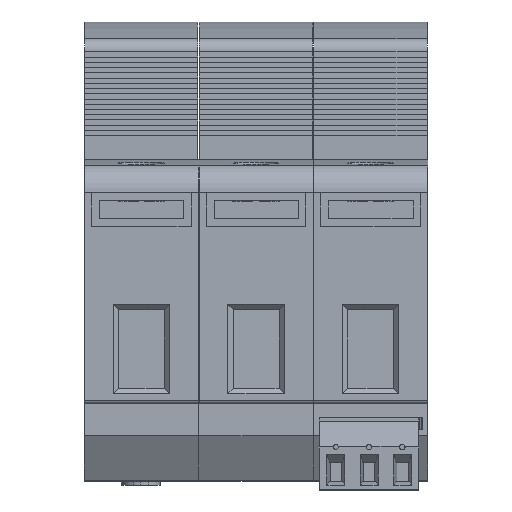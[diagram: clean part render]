
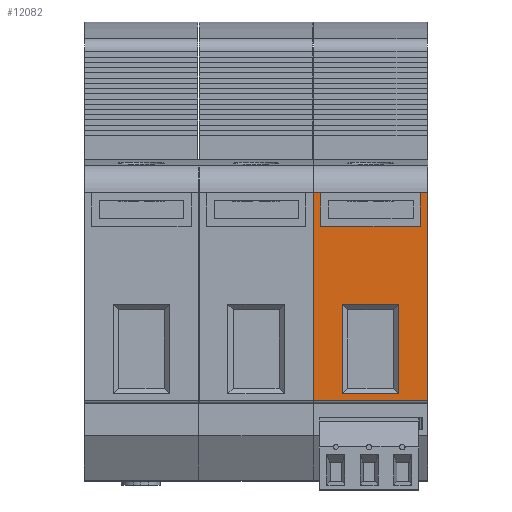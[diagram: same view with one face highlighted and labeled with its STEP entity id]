
A CAD part, top view. The second image highlights one B-rep face of the part: STEP entity #12082.
In plain terms, the highlighted planar face has unit normal (0, 0, 1).
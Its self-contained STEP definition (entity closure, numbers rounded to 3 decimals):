
#9892=DIRECTION('',(-1.,0.,0.));
#9893=VECTOR('',#9892,17.4);
#9894=CARTESIAN_POINT('',(9.546,2.956,46.));
#9895=LINE('',#9894,#9893);
#9896=DIRECTION('',(0.,-1.,0.));
#9897=VECTOR('',#9896,31.756);
#9898=CARTESIAN_POINT('',(9.546,2.956,46.));
#9899=LINE('',#9898,#9897);
#9900=DIRECTION('',(0.,-1.,0.));
#9901=VECTOR('',#9900,5.157);
#9902=CARTESIAN_POINT('',(-6.812,2.867,46.));
#9903=LINE('',#9902,#9901);
#9904=DIRECTION('',(1.,0.,0.));
#9905=VECTOR('',#9904,15.185);
#9906=CARTESIAN_POINT('',(-6.812,-2.29,
46.));
#9907=LINE('',#9906,#9905);
#9908=DIRECTION('',(0.,1.,0.));
#9909=VECTOR('',#9908,5.157);
#9910=CARTESIAN_POINT('',(8.374,-2.29,46.));
#9911=LINE('',#9910,#9909);
#9912=DIRECTION('',(-1.,0.,0.));
#9913=VECTOR('',#9912,15.185);
#9914=CARTESIAN_POINT('',(8.374,2.867,46.));
#9915=LINE('',#9914,#9913);
#9920=DIRECTION('',(1.,0.,0.));
#9921=VECTOR('',#9920,17.4);
#9922=CARTESIAN_POINT('',(-7.854,-28.8,
46.));
#9923=LINE('',#9922,#9921);
#10254=DIRECTION('',(0.,-1.,0.));
#10255=VECTOR('',#10254,31.756);
#10256=CARTESIAN_POINT('',(-7.854,2.956,
46.));
#10257=LINE('',#10256,#10255);
#10930=DIRECTION('',(0.,1.,0.));
#10931=VECTOR('',#10930,13.61);
#10932=CARTESIAN_POINT('',(-3.51,-27.807,
46.));
#10933=LINE('',#10932,#10931);
#10958=DIRECTION('',(1.,0.,0.));
#10959=VECTOR('',#10958,8.614);
#10960=CARTESIAN_POINT('',(-3.51,-14.197,
46.));
#10961=LINE('',#10960,#10959);
#10966=DIRECTION('',(0.,-1.,0.));
#10967=VECTOR('',#10966,13.61);
#10968=CARTESIAN_POINT('',(5.104,-14.197,
46.));
#10969=LINE('',#10968,#10967);
#10978=DIRECTION('',(-1.,0.,0.));
#10979=VECTOR('',#10978,8.614);
#10980=CARTESIAN_POINT('',(5.104,-27.807,
46.));
#10981=LINE('',#10980,#10979);
#11217=CARTESIAN_POINT('',(-6.812,2.867,
46.));
#11218=CARTESIAN_POINT('',(-6.812,-2.29,
46.));
#11219=VERTEX_POINT('',#11217);
#11220=VERTEX_POINT('',#11218);
#11221=CARTESIAN_POINT('',(9.546,2.956,46.));
#11222=CARTESIAN_POINT('',(9.546,-28.8,
46.));
#11223=VERTEX_POINT('',#11221);
#11224=VERTEX_POINT('',#11222);
#11225=CARTESIAN_POINT('',(-7.854,-28.8,
46.));
#11226=VERTEX_POINT('',#11225);
#11227=CARTESIAN_POINT('',(-7.854,2.956,
46.));
#11228=VERTEX_POINT('',#11227);
#11229=CARTESIAN_POINT('',(8.374,-2.29,
46.));
#11230=VERTEX_POINT('',#11229);
#11231=CARTESIAN_POINT('',(8.374,2.867,46.));
#11232=VERTEX_POINT('',#11231);
#11233=CARTESIAN_POINT('',(-3.51,-27.807,
46.));
#11234=CARTESIAN_POINT('',(-3.51,-14.197,
46.));
#11235=VERTEX_POINT('',#11233);
#11236=VERTEX_POINT('',#11234);
#11237=CARTESIAN_POINT('',(5.104,-27.807,
46.));
#11238=VERTEX_POINT('',#11237);
#11239=CARTESIAN_POINT('',(5.104,-14.197,
46.));
#11240=VERTEX_POINT('',#11239);
#12049=CARTESIAN_POINT('',(9.546,2.956,46.));
#12050=DIRECTION('',(0.,0.,1.));
#12051=DIRECTION('',(0.,-1.,0.));
#12052=AXIS2_PLACEMENT_3D('',#12049,#12050,#12051);
#12053=PLANE('',#12052);
#12054=ORIENTED_EDGE('',*,*,#12029,.T.);
#12056=ORIENTED_EDGE('',*,*,#12055,.F.);
#12058=ORIENTED_EDGE('',*,*,#12057,.F.);
#12059=ORIENTED_EDGE('',*,*,#12040,.F.);
#12060=EDGE_LOOP('',(#12054,#12056,#12058,#12059));
#12061=FACE_OUTER_BOUND('',#12060,.F.);
#12063=ORIENTED_EDGE('',*,*,#12062,.T.);
#12065=ORIENTED_EDGE('',*,*,#12064,.T.);
#12067=ORIENTED_EDGE('',*,*,#12066,.T.);
#12069=ORIENTED_EDGE('',*,*,#12068,.T.);
#12070=EDGE_LOOP('',(#12063,#12065,#12067,#12069));
#12071=FACE_BOUND('',#12070,.F.);
#12073=ORIENTED_EDGE('',*,*,#12072,.F.);
#12075=ORIENTED_EDGE('',*,*,#12074,.F.);
#12077=ORIENTED_EDGE('',*,*,#12076,.F.);
#12079=ORIENTED_EDGE('',*,*,#12078,.F.);
#12080=EDGE_LOOP('',(#12073,#12075,#12077,#12079));
#12081=FACE_BOUND('',#12080,.F.);
#12082=ADVANCED_FACE('',(#12061,#12071,#12081),#12053,.T.);
#12029=EDGE_CURVE('',#11223,#11224,#9899,.T.);
#12040=EDGE_CURVE('',#11223,#11228,#9895,.T.);
#12055=EDGE_CURVE('',#11226,#11224,#9923,.T.);
#12057=EDGE_CURVE('',#11228,#11226,#10257,.T.);
#12062=EDGE_CURVE('',#11219,#11220,#9903,.T.);
#12064=EDGE_CURVE('',#11220,#11230,#9907,.T.);
#12066=EDGE_CURVE('',#11230,#11232,#9911,.T.);
#12068=EDGE_CURVE('',#11232,#11219,#9915,.T.);
#12072=EDGE_CURVE('',#11235,#11236,#10933,.T.);
#12074=EDGE_CURVE('',#11238,#11235,#10981,.T.);
#12076=EDGE_CURVE('',#11240,#11238,#10969,.T.);
#12078=EDGE_CURVE('',#11236,#11240,#10961,.T.);
